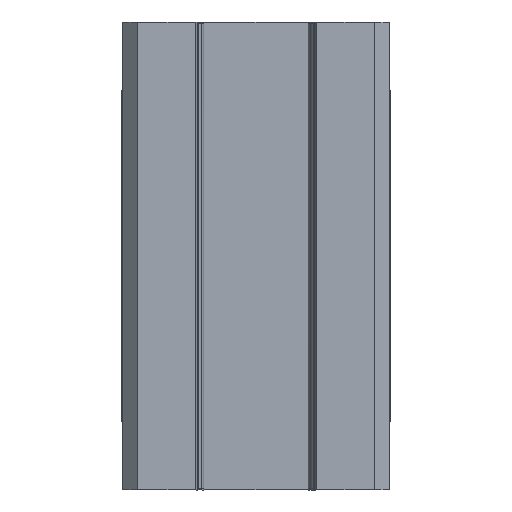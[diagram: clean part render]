
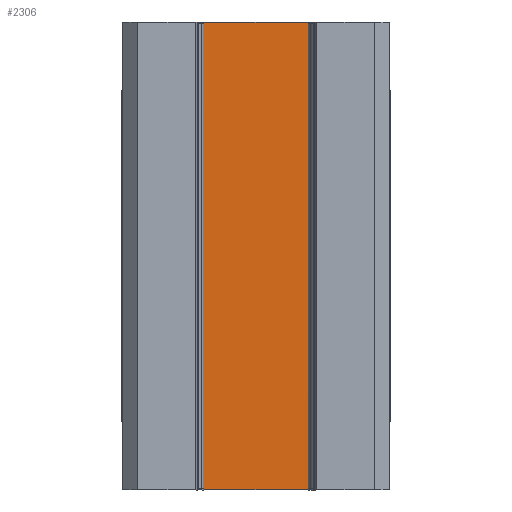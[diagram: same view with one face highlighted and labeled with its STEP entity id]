
A CAD part, front view. The second image highlights one B-rep face of the part: STEP entity #2306.
In plain terms, the highlighted planar face has unit normal (0, -1, 0).
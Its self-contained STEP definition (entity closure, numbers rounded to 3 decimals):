
#90=PLANE('',#2501);
#218=FACE_OUTER_BOUND('',#375,.T.);
#375=EDGE_LOOP('',(#1662,#1663,#1664,#1665));
#524=LINE('',#3392,#744);
#525=LINE('',#3394,#745);
#526=LINE('',#3396,#746);
#527=LINE('',#3397,#747);
#744=VECTOR('',#2791,47.);
#745=VECTOR('',#2792,11.501);
#746=VECTOR('',#2793,47.);
#747=VECTOR('',#2794,11.501);
#1092=VERTEX_POINT('',#3390);
#1093=VERTEX_POINT('',#3391);
#1094=VERTEX_POINT('',#3393);
#1095=VERTEX_POINT('',#3395);
#1318=EDGE_CURVE('',#1092,#1093,#524,.T.);
#1319=EDGE_CURVE('',#1093,#1094,#525,.T.);
#1320=EDGE_CURVE('',#1094,#1095,#526,.T.);
#1321=EDGE_CURVE('',#1095,#1092,#527,.T.);
#1662=ORIENTED_EDGE('',*,*,#1318,.T.);
#1663=ORIENTED_EDGE('',*,*,#1319,.T.);
#1664=ORIENTED_EDGE('',*,*,#1320,.T.);
#1665=ORIENTED_EDGE('',*,*,#1321,.T.);
#2306=ADVANCED_FACE('',(#218),#90,.T.);
#2501=AXIS2_PLACEMENT_3D('',#3389,#2789,#2790);
#2789=DIRECTION('center_axis',(0.,-1.,0.));
#2790=DIRECTION('ref_axis',(0.,0.,1.));
#2791=DIRECTION('',(0.,0.,-1.));
#2792=DIRECTION('',(1.,0.,0.));
#2793=DIRECTION('',(0.,0.,1.));
#2794=DIRECTION('',(-1.,0.,0.));
#3389=CARTESIAN_POINT('Origin',(5.751,2.25,-23.5));
#3390=CARTESIAN_POINT('',(-5.751,2.25,23.5));
#3391=CARTESIAN_POINT('',(-5.751,2.25,-23.5));
#3392=CARTESIAN_POINT('',(-5.751,2.25,0.));
#3393=CARTESIAN_POINT('',(5.751,2.25,-23.5));
#3394=CARTESIAN_POINT('',(0.,2.25,-23.5));
#3395=CARTESIAN_POINT('',(5.751,2.25,23.5));
#3396=CARTESIAN_POINT('',(5.751,2.25,0.));
#3397=CARTESIAN_POINT('',(0.,2.25,23.5));
